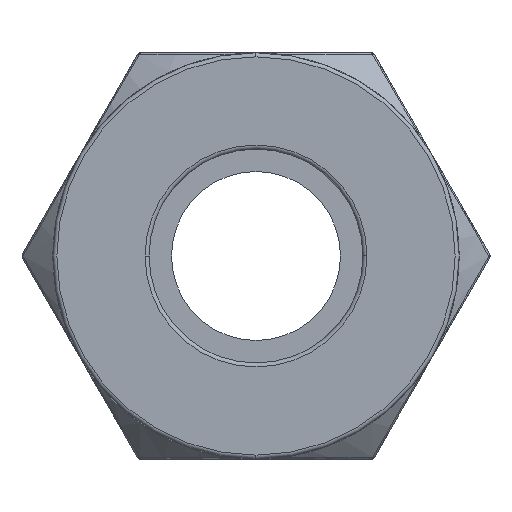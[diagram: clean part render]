
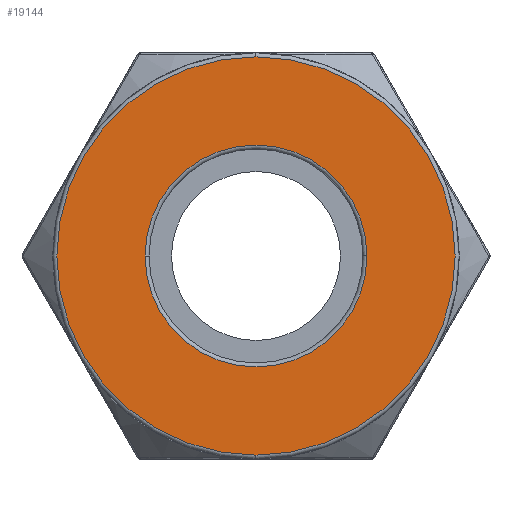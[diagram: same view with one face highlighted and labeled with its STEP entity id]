
A CAD part, left-side view. The second image highlights one B-rep face of the part: STEP entity #19144.
In plain terms, the highlighted face is planar.
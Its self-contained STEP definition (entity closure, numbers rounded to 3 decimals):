
#16412=CARTESIAN_POINT('',(0.,0.,0.));
#16413=DIRECTION('',(-1.,0.,0.));
#16414=DIRECTION('',(0.,1.,0.));
#16415=AXIS2_PLACEMENT_3D('',#16412,#16413,#16414);
#16417=CARTESIAN_POINT('',(0.,0.,0.));
#16418=DIRECTION('',(-1.,0.,0.));
#16419=DIRECTION('',(0.,-1.,0.));
#16420=AXIS2_PLACEMENT_3D('',#16417,#16418,#16419);
#16422=CARTESIAN_POINT('',(0.,0.,0.));
#16423=DIRECTION('',(1.,0.,0.));
#16424=DIRECTION('',(0.,0.,1.));
#16425=AXIS2_PLACEMENT_3D('',#16422,#16423,#16424);
#16427=CARTESIAN_POINT('',(0.,0.,0.));
#16428=DIRECTION('',(1.,0.,0.));
#16429=DIRECTION('',(0.,0.,-1.));
#16430=AXIS2_PLACEMENT_3D('',#16427,#16428,#16429);
#18955=CARTESIAN_POINT('',(0.,5.188,0.));
#18956=CARTESIAN_POINT('',(0.,-5.188,0.));
#18957=VERTEX_POINT('',#18955);
#18958=VERTEX_POINT('',#18956);
#18988=CARTESIAN_POINT('',(0.,0.,9.313));
#18989=CARTESIAN_POINT('',(0.,0.,-9.313));
#18990=VERTEX_POINT('',#18988);
#18991=VERTEX_POINT('',#18989);
#19127=CARTESIAN_POINT('',(0.,0.,0.));
#19128=DIRECTION('',(1.,0.,0.));
#19129=DIRECTION('',(0.,-1.,0.));
#19130=AXIS2_PLACEMENT_3D('',#19127,#19128,#19129);
#19131=PLANE('',#19130);
#19133=ORIENTED_EDGE('',*,*,#19132,.F.);
#19135=ORIENTED_EDGE('',*,*,#19134,.F.);
#19136=EDGE_LOOP('',(#19133,#19135));
#19137=FACE_OUTER_BOUND('',#19136,.F.);
#19139=ORIENTED_EDGE('',*,*,#19138,.F.);
#19141=ORIENTED_EDGE('',*,*,#19140,.F.);
#19142=EDGE_LOOP('',(#19139,#19141));
#19143=FACE_BOUND('',#19142,.F.);
#16416=CIRCLE('',#16415,5.188);
#16421=CIRCLE('',#16420,5.188);
#16426=CIRCLE('',#16425,9.313);
#16431=CIRCLE('',#16430,9.313);
#19132=EDGE_CURVE('',#18990,#18991,#16426,.T.);
#19134=EDGE_CURVE('',#18991,#18990,#16431,.T.);
#19138=EDGE_CURVE('',#18957,#18958,#16416,.T.);
#19140=EDGE_CURVE('',#18958,#18957,#16421,.T.);
#19144=ADVANCED_FACE('',(#19137,#19143),#19131,.T.);
